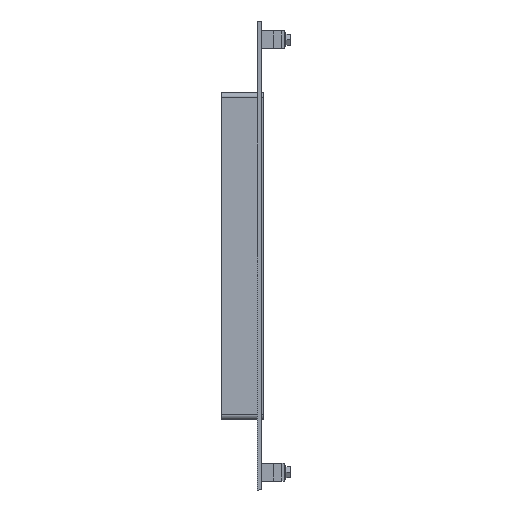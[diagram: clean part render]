
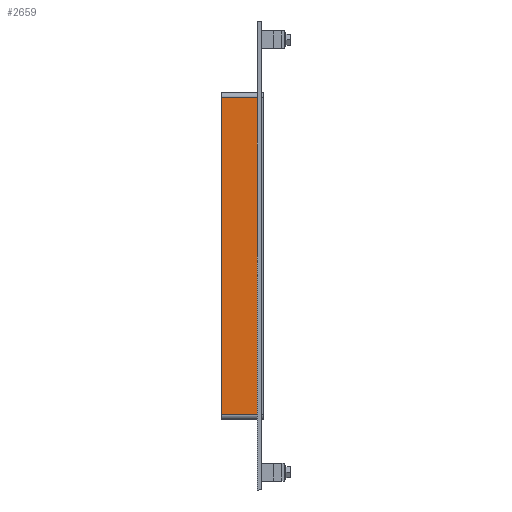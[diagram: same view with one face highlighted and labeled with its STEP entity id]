
A CAD part, left-side view. The second image highlights one B-rep face of the part: STEP entity #2659.
In plain terms, the highlighted planar face has unit normal (-1, 0, 0).
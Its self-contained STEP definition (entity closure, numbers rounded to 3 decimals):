
#1512=CARTESIAN_POINT('',(-327.25,57.0,-224.0));
#1513=VERTEX_POINT('',#1512);
#1523=CARTESIAN_POINT('',(-327.25,57.0,224.));
#1524=VERTEX_POINT('',#1523);
#1525=CARTESIAN_POINT('',(-327.25,57.0,-224.0));
#1526=DIRECTION('',(0.0,0.0,1.0));
#1527=VECTOR('',#1526,448.);
#1528=LINE('',#1525,#1527);
#1529=EDGE_CURVE('',#1513,#1524,#1528,.T.);
#2165=CARTESIAN_POINT('',(-327.25,6.,224.));
#2166=VERTEX_POINT('',#2165);
#2176=CARTESIAN_POINT('',(-327.25,6.,-224.0));
#2177=VERTEX_POINT('',#2176);
#2178=CARTESIAN_POINT('',(-327.25,6.,-224.0));
#2179=DIRECTION('',(0.0,0.0,1.0));
#2180=VECTOR('',#2179,448.);
#2181=LINE('',#2178,#2180);
#2182=EDGE_CURVE('',#2177,#2166,#2181,.T.);
#2598=CARTESIAN_POINT('',(-327.25,6.,-224.0));
#2599=DIRECTION('',(0.0,1.0,0.0));
#2600=VECTOR('',#2599,51.0);
#2601=LINE('',#2598,#2600);
#2602=EDGE_CURVE('',#2177,#1513,#2601,.T.);
#2643=CARTESIAN_POINT('',(-327.25,0.0,-230.0));
#2644=DIRECTION('',(-1.0,0.0,0.0));
#2645=DIRECTION('',(0.0,0.0,1.0));
#2646=AXIS2_PLACEMENT_3D('',#2643,#2644,#2645);
#2647=PLANE('',#2646);
#2648=ORIENTED_EDGE('',*,*,#2182,.T.);
#2649=CARTESIAN_POINT('',(-327.25,57.0,224.));
#2650=DIRECTION('',(0.0,-1.0,0.0));
#2651=VECTOR('',#2650,51.0);
#2652=LINE('',#2649,#2651);
#2653=EDGE_CURVE('',#1524,#2166,#2652,.T.);
#2654=ORIENTED_EDGE('',*,*,#2653,.F.);
#2655=ORIENTED_EDGE('',*,*,#1529,.F.);
#2656=ORIENTED_EDGE('',*,*,#2602,.F.);
#2657=EDGE_LOOP('',(#2648,#2654,#2655,#2656));
#2658=FACE_OUTER_BOUND('',#2657,.T.);
#2659=ADVANCED_FACE('',(#2658),#2647,.T.);
